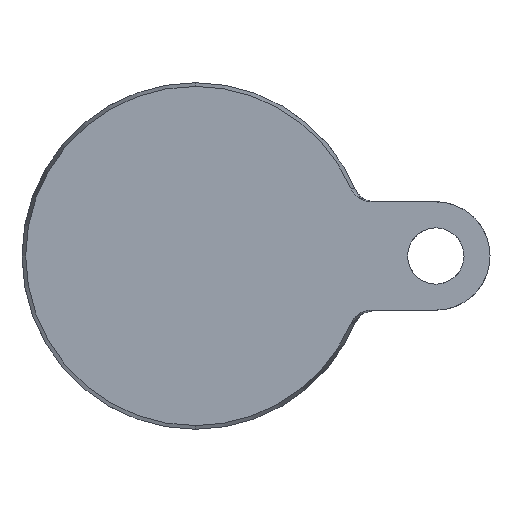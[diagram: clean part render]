
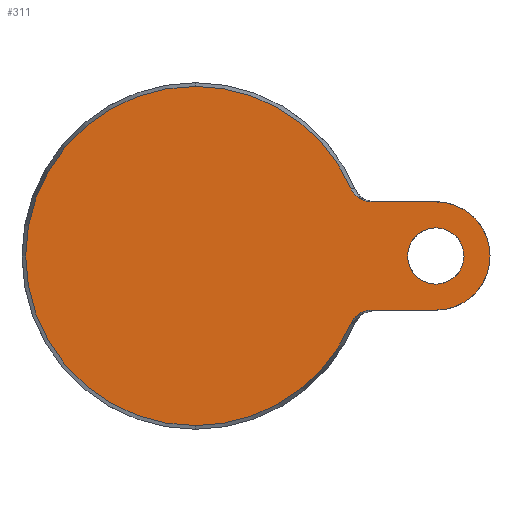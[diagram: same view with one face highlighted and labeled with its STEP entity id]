
A CAD part, front view. The second image highlights one B-rep face of the part: STEP entity #311.
In plain terms, the highlighted planar face has unit normal (0, -1, 0).
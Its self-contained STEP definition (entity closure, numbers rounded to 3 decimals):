
#1 = FACE_OUTER_BOUND ( 'NONE', #941, .T. ) ;
#4 = ORIENTED_EDGE ( 'NONE', *, *, #1176, .F. ) ;
#10 = CARTESIAN_POINT ( 'NONE',  ( 40.579, 0., 12.5 ) ) ;
#19 = CARTESIAN_POINT ( 'NONE',  ( 55.5, 0., -6.5 ) ) ;
#30 = CARTESIAN_POINT ( 'NONE',  ( 0., 0., 39.143 ) ) ;
#35 = CIRCLE ( 'NONE', #1014, 6.5 ) ;
#46 = DIRECTION ( 'NONE',  ( 0., 0., 1. ) ) ;
#50 = CARTESIAN_POINT ( 'NONE',  ( 38.221, 0., 13.07 ) ) ;
#65 = EDGE_CURVE ( 'NONE', #379, #400, #521, .T. ) ;
#77 = CARTESIAN_POINT ( 'NONE',  ( 37.032, 0., 13.927 ) ) ;
#91 = CARTESIAN_POINT ( 'NONE',  ( 38., 0., -13.192 ) ) ;
#110 = DIRECTION ( 'NONE',  ( 0., 1., 0. ) ) ;
#116 = EDGE_CURVE ( 'NONE', #1146, #1179, #35, .T. ) ;
#151 = CARTESIAN_POINT ( 'NONE',  ( 55.5, 0., -12.5 ) ) ;
#155 = CARTESIAN_POINT ( 'NONE',  ( 15., 0., 12.5 ) ) ;
#164 = DIRECTION ( 'NONE',  ( 1., 0., 0. ) ) ;
#165 = CARTESIAN_POINT ( 'NONE',  ( 37.397, 0., -13.606 ) ) ;
#167 = AXIS2_PLACEMENT_3D ( 'NONE', #513, #177, #931 ) ;
#176 = VERTEX_POINT ( 'NONE', #1343 ) ;
#177 = DIRECTION ( 'NONE',  ( 0., -1., 0. ) ) ;
#195 = FACE_BOUND ( 'NONE', #782, .T. ) ;
#209 = EDGE_CURVE ( 'NONE', #1142, #1325, #337, .T. ) ;
#219 = DIRECTION ( 'NONE',  ( -1., 0., 0. ) ) ;
#227 = AXIS2_PLACEMENT_3D ( 'NONE', #341, #764, #448 ) ;
#242 = DIRECTION ( 'NONE',  ( 0., 0., 1. ) ) ;
#250 = DIRECTION ( 'NONE',  ( 0., 0., -1. ) ) ;
#256 = CARTESIAN_POINT ( 'NONE',  ( 36.124, 0., -15.081 ) ) ;
#268 = ORIENTED_EDGE ( 'NONE', *, *, #589, .F. ) ;
#278 = ORIENTED_EDGE ( 'NONE', *, *, #65, .T. ) ;
#282 = CARTESIAN_POINT ( 'NONE',  ( 40.085, 0., 12.5 ) ) ;
#311 = ADVANCED_FACE ( 'NONE', ( #1, #195 ), #1055, .F. ) ;
#314 = CARTESIAN_POINT ( 'NONE',  ( 39.592, 0., -12.572 ) ) ;
#317 = DIRECTION ( 'NONE',  ( 0., -1., 0. ) ) ;
#321 = CARTESIAN_POINT ( 'NONE',  ( 37.591, 0., -13.458 ) ) ;
#330 = LINE ( 'NONE', #1191, #1048 ) ;
#337 = B_SPLINE_CURVE_WITH_KNOTS ( 'NONE', 3,
 ( #487, #282, #482, #367, #919, #50, #500, #710, #474, #77, #904, #813, #1020, #690 ),
 .UNSPECIFIED., .F., .F.,
 ( 4, 2, 2, 2, 2, 2, 4 ),
 ( 0., 0.001, 0.002, 0.003, 0.004, 0.004, 0.006 ),
 .UNSPECIFIED. ) ;
#341 = CARTESIAN_POINT ( 'NONE',  ( 0., 0., 0. ) ) ;
#367 = CARTESIAN_POINT ( 'NONE',  ( 38.897, 0., 12.778 ) ) ;
#379 = VERTEX_POINT ( 'NONE', #829 ) ;
#387 = CIRCLE ( 'NONE', #730, 12.5 ) ;
#395 = EDGE_CURVE ( 'NONE', #493, #379, #929, .T. ) ;
#400 = VERTEX_POINT ( 'NONE', #651 ) ;
#401 = CARTESIAN_POINT ( 'NONE',  ( 38.218, 0., -13.072 ) ) ;
#410 = ORIENTED_EDGE ( 'NONE', *, *, #395, .T. ) ;
#448 = DIRECTION ( 'NONE',  ( 0., 0., -1. ) ) ;
#474 = CARTESIAN_POINT ( 'NONE',  ( 37.4, 0., 13.603 ) ) ;
#482 = CARTESIAN_POINT ( 'NONE',  ( 39.603, 0., 12.57 ) ) ;
#487 = CARTESIAN_POINT ( 'NONE',  ( 40.579, 0., 12.5 ) ) ;
#493 = VERTEX_POINT ( 'NONE', #30 ) ;
#500 = CARTESIAN_POINT ( 'NONE',  ( 38.008, 0., 13.187 ) ) ;
#511 = CARTESIAN_POINT ( 'NONE',  ( 40.579, 0., -12.5 ) ) ;
#513 = CARTESIAN_POINT ( 'NONE',  ( 0., 0., 0. ) ) ;
#521 = CIRCLE ( 'NONE', #227, 39.143 ) ;
#532 = EDGE_CURVE ( 'NONE', #1179, #1146, #817, .T. ) ;
#543 = CARTESIAN_POINT ( 'NONE',  ( 38.663, 0., -12.866 ) ) ;
#549 = AXIS2_PLACEMENT_3D ( 'NONE', #1257, #110, #1061 ) ;
#555 = CARTESIAN_POINT ( 'NONE',  ( 55.5, 0., 0. ) ) ;
#567 = EDGE_CURVE ( 'NONE', #176, #1162, #387, .T. ) ;
#589 = EDGE_CURVE ( 'NONE', #1142, #176, #1116, .T. ) ;
#651 = CARTESIAN_POINT ( 'NONE',  ( 35.928, 0., -15.535 ) ) ;
#669 = CARTESIAN_POINT ( 'NONE',  ( 36.857, 0., -14.106 ) ) ;
#690 = CARTESIAN_POINT ( 'NONE',  ( 35.928, 0., 15.535 ) ) ;
#693 = EDGE_CURVE ( 'NONE', #1325, #493, #1042, .T. ) ;
#706 = AXIS2_PLACEMENT_3D ( 'NONE', #555, #1301, #242 ) ;
#710 = CARTESIAN_POINT ( 'NONE',  ( 37.598, 0., 13.453 ) ) ;
#721 = B_SPLINE_CURVE_WITH_KNOTS ( 'NONE', 3,
 ( #1327, #256, #803, #669, #1233, #165, #321, #91, #401, #543, #1185, #314, #1051, #511 ),
 .UNSPECIFIED., .F., .F.,
 ( 4, 2, 2, 2, 2, 2, 4 ),
 ( 0., 0.001, 0.002, 0.003, 0.004, 0.004, 0.006 ),
 .UNSPECIFIED. ) ;
#730 = AXIS2_PLACEMENT_3D ( 'NONE', #1290, #789, #250 ) ;
#749 = DIRECTION ( 'NONE',  ( 0., 0., -1. ) ) ;
#764 = DIRECTION ( 'NONE',  ( 0., -1., 0. ) ) ;
#782 = EDGE_LOOP ( 'NONE', ( #1003, #1059 ) ) ;
#789 = DIRECTION ( 'NONE',  ( 0., 1., 0. ) ) ;
#803 = CARTESIAN_POINT ( 'NONE',  ( 36.381, 0., -14.668 ) ) ;
#813 = CARTESIAN_POINT ( 'NONE',  ( 36.388, 0., 14.659 ) ) ;
#817 = CIRCLE ( 'NONE', #706, 6.5 ) ;
#829 = CARTESIAN_POINT ( 'NONE',  ( 0., 0., -39.143 ) ) ;
#839 = ORIENTED_EDGE ( 'NONE', *, *, #567, .F. ) ;
#841 = ORIENTED_EDGE ( 'NONE', *, *, #209, .T. ) ;
#904 = CARTESIAN_POINT ( 'NONE',  ( 36.861, 0., 14.101 ) ) ;
#914 = CARTESIAN_POINT ( 'NONE',  ( 55.5, 0., 6.5 ) ) ;
#919 = CARTESIAN_POINT ( 'NONE',  ( 38.665, 0., 12.866 ) ) ;
#929 = CIRCLE ( 'NONE', #1155, 39.143 ) ;
#931 = DIRECTION ( 'NONE',  ( 0., 0., -1. ) ) ;
#940 = EDGE_CURVE ( 'NONE', #400, #1341, #721, .T. ) ;
#941 = EDGE_LOOP ( 'NONE', ( #268, #841, #1134, #410, #278, #1355, #4, #839 ) ) ;
#962 = CARTESIAN_POINT ( 'NONE',  ( 0., 0., 0. ) ) ;
#1003 = ORIENTED_EDGE ( 'NONE', *, *, #116, .T. ) ;
#1014 = AXIS2_PLACEMENT_3D ( 'NONE', #1215, #1104, #46 ) ;
#1020 = CARTESIAN_POINT ( 'NONE',  ( 36.124, 0., 15.081 ) ) ;
#1042 = CIRCLE ( 'NONE', #167, 39.143 ) ;
#1048 = VECTOR ( 'NONE', #219, 1000. ) ;
#1051 = CARTESIAN_POINT ( 'NONE',  ( 40.085, 0., -12.5 ) ) ;
#1055 = PLANE ( 'NONE',  #549 ) ;
#1059 = ORIENTED_EDGE ( 'NONE', *, *, #532, .T. ) ;
#1061 = DIRECTION ( 'NONE',  ( 0., 0., 1. ) ) ;
#1063 = CARTESIAN_POINT ( 'NONE',  ( 40.579, 0., -12.5 ) ) ;
#1104 = DIRECTION ( 'NONE',  ( 0., 1., 0. ) ) ;
#1116 = LINE ( 'NONE', #155, #1287 ) ;
#1134 = ORIENTED_EDGE ( 'NONE', *, *, #693, .T. ) ;
#1142 = VERTEX_POINT ( 'NONE', #10 ) ;
#1146 = VERTEX_POINT ( 'NONE', #19 ) ;
#1155 = AXIS2_PLACEMENT_3D ( 'NONE', #962, #317, #749 ) ;
#1162 = VERTEX_POINT ( 'NONE', #151 ) ;
#1176 = EDGE_CURVE ( 'NONE', #1162, #1341, #330, .T. ) ;
#1179 = VERTEX_POINT ( 'NONE', #914 ) ;
#1185 = CARTESIAN_POINT ( 'NONE',  ( 38.891, 0., -12.781 ) ) ;
#1191 = CARTESIAN_POINT ( 'NONE',  ( 15., 0., -12.5 ) ) ;
#1215 = CARTESIAN_POINT ( 'NONE',  ( 55.5, 0., 0. ) ) ;
#1233 = CARTESIAN_POINT ( 'NONE',  ( 37.031, 0., -13.929 ) ) ;
#1257 = CARTESIAN_POINT ( 'NONE',  ( -39.143, 0., 0. ) ) ;
#1287 = VECTOR ( 'NONE', #164, 1000. ) ;
#1290 = CARTESIAN_POINT ( 'NONE',  ( 55.5, 0., 0. ) ) ;
#1301 = DIRECTION ( 'NONE',  ( 0., 1., 0. ) ) ;
#1325 = VERTEX_POINT ( 'NONE', #1350 ) ;
#1327 = CARTESIAN_POINT ( 'NONE',  ( 35.928, 0., -15.535 ) ) ;
#1341 = VERTEX_POINT ( 'NONE', #1063 ) ;
#1343 = CARTESIAN_POINT ( 'NONE',  ( 55.5, 0., 12.5 ) ) ;
#1350 = CARTESIAN_POINT ( 'NONE',  ( 35.928, 0., 15.535 ) ) ;
#1355 = ORIENTED_EDGE ( 'NONE', *, *, #940, .T. ) ;
